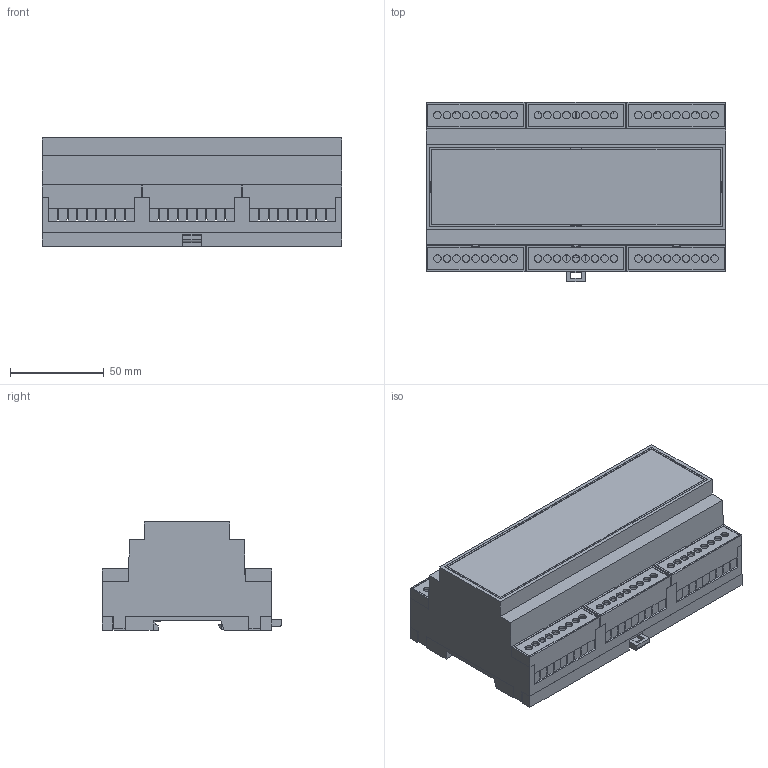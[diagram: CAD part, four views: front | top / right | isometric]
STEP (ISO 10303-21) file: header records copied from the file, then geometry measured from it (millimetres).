
FILE_DESCRIPTION(('STEP AP214'), '1');
FILE_NAME('00_GAINTA_D9MG', '2017-10-14T14:03:58', ('UNSPECIFIED'), ('UNSPECIFIED'), 'ASCON STEP Converter 1.3', 'ASCON Math Kernel', '');
FILE_SCHEMA(('AUTOMOTIVE_DESIGN { 1 0 10303 214 3 1 1}'));
Length unit declared in the file: millimetre
Assembly tree (10 placements, depth 2):
  (unnamed)
    (unnamed)
    (unnamed)
    (unnamed)
    (unnamed)  x6
    (unnamed)
Bounding box: 160 x 95.9 x 57.9 mm (x, y, z)
Volume: 113429.5 mm3; surface area: 139202.7 mm2
Topology: 14 solids, 14 shells, 5525 faces, 16045 edges, 10665 vertices
Faces by surface type: plane 3499, cylinder 1819, cone 199, sphere 8
Full cylindrical faces by diameter (mm): 4 x54
Entity records: 87909 total; most frequent: CARTESIAN_POINT 12895, ORIENTED_EDGE 12290, DIRECTION 11878, EDGE_CURVE 6145, LINE 4506, VECTOR 4506, VERTEX_POINT 4085, AXIS2_PLACEMENT_3D 3686
